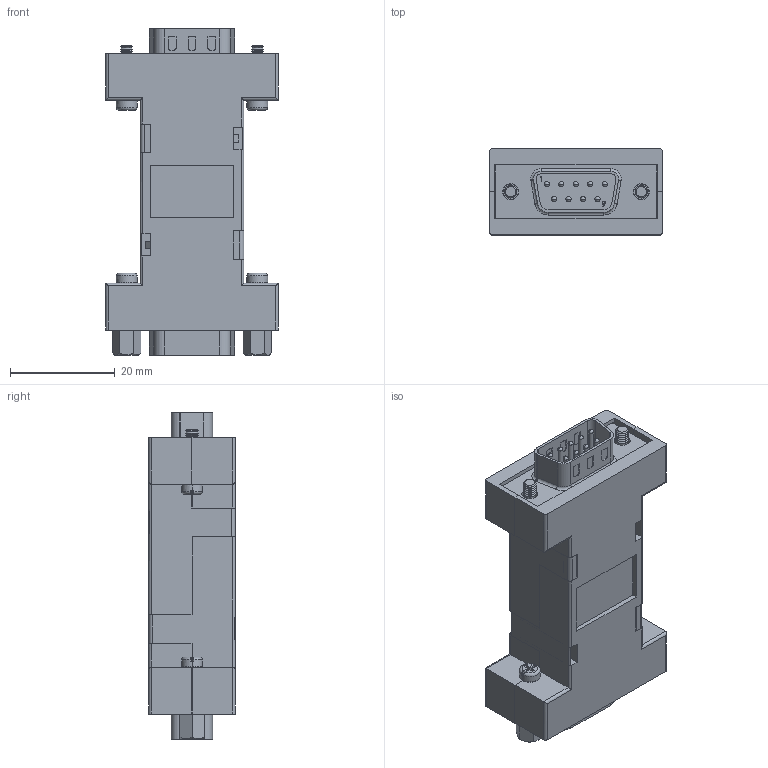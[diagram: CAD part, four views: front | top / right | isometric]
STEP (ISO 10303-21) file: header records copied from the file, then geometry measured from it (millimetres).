
FILE_DESCRIPTION (( 'STEP AP214' ), '1' );
FILE_NAME ('DIY9CMF_3D.STEP', '2020-10-23T15:14:04', ( '' ), ( '' ), 'SwSTEP 2.0', 'SolidWorks 2018', '' );
FILE_SCHEMA (( 'AUTOMOTIVE_DESIGN' ));
Length unit declared in the file: inch
Products named in the file (6): SDH-PROD; DIY9CMF-MA2 WINS; SD9S; DIY9CMF_3D; DIY9CMF-MA1 WINS; SD9P
Assembly tree (10 placements, depth 2):
  DIY9CMF_3D
    DIY9CMF-MA1 WINS  x2
    SD9P
    SD9S
    SDH-PROD  x2
    DIY9CMF-MA2 WINS  x4
Bounding box: 33 x 16.5 x 62.37 mm (x, y, z)
Volume: 11102.4 mm3; surface area: 15504.8 mm2
Topology: 10 solids, 10 shells, 1159 faces, 2890 edges, 1805 vertices
Faces by surface type: plane 642, cylinder 284, cone 104, torus 64, bspline 39, sphere 26
Entity records: 29040 total; most frequent: CARTESIAN_POINT 5742, DIRECTION 3966, ORIENTED_EDGE 3796, EDGE_CURVE 1898, AXIS2_PLACEMENT_3D 1377, VECTOR 1212, LINE 1212, VERTEX_POINT 1197
